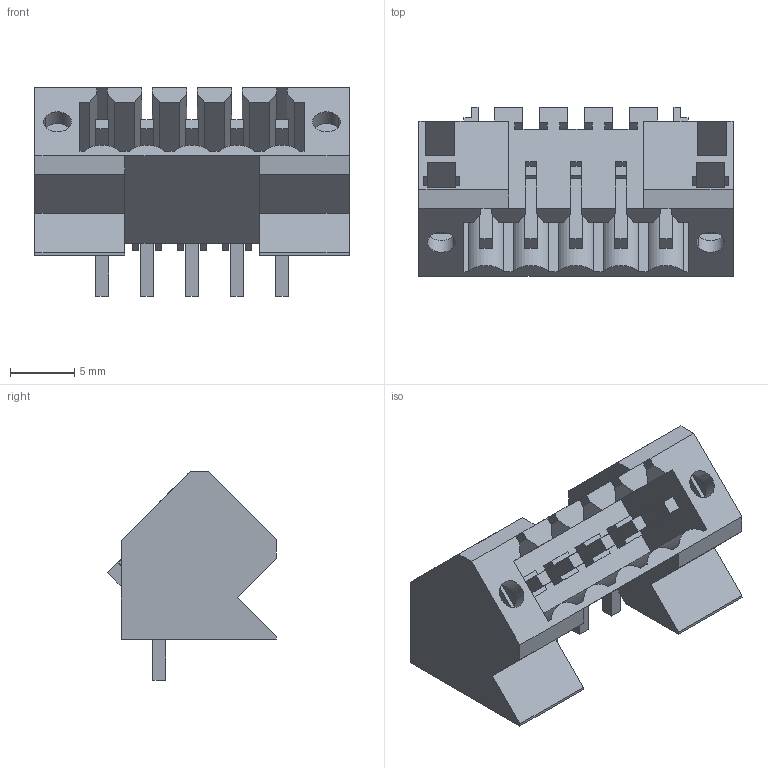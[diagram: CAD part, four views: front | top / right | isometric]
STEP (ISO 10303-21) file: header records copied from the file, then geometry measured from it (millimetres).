
FILE_DESCRIPTION(('CATIA V5 STEP Exchange','CAx-IF Rec.Pracs.--- Model Styling and Organization---1.2---2011-12-15'),'2;1');
FILE_NAME ('D1446363_0_1003540000_1003540000.stp','2018-03-23T12:33:16+00:00',('none'),('Weidmueller'),'CATIA Version 5-6 Release 2014','CATIA V5 STEP AP214','none');
FILE_SCHEMA(('AUTOMOTIVE_DESIGN { 1 0 10303 214 1 1 1 1 }'));
Length unit declared in the file: millimetre
Products named in the file (1): 1003540000
Bounding box: 24.45 x 13.15 x 16.23 mm (x, y, z)
Volume: 1311.9 mm3; surface area: 2925 mm2
Topology: 6 solids, 6 shells, 348 faces, 1021 edges, 684 vertices
Faces by surface type: plane 339, cylinder 9
Entity records: 10741 total; most frequent: ORIENTED_EDGE 2042, CARTESIAN_POINT 1954, DIRECTION 1437, EDGE_CURVE 1021, VECTOR 999, LINE 999, VERTEX_POINT 684, EDGE_LOOP 373
